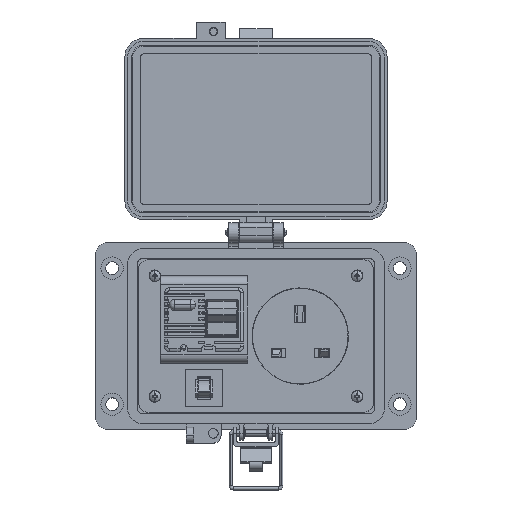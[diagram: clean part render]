
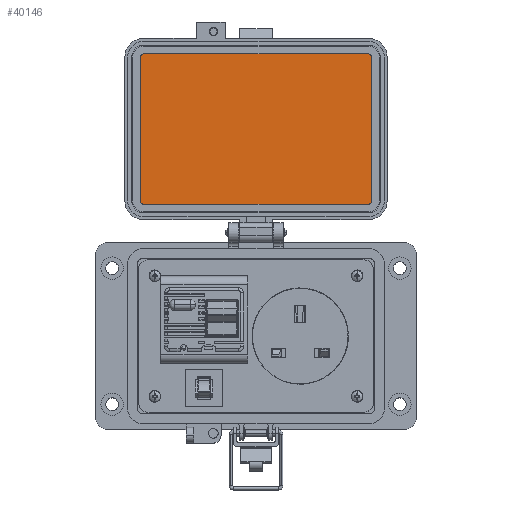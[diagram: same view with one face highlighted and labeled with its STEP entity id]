
A CAD part, top view. The second image highlights one B-rep face of the part: STEP entity #40146.
In plain terms, the highlighted planar face has unit normal (0, 0, 1).
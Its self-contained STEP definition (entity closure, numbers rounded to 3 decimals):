
#1212 = VERTEX_POINT ( 'NONE', #11725 ) ;
#2188 = VECTOR ( 'NONE', #19362, 1000. ) ;
#2629 = DIRECTION ( 'NONE',  ( 0., -1., 0. ) ) ;
#2682 = ORIENTED_EDGE ( 'NONE', *, *, #42194, .F. ) ;
#3035 = CARTESIAN_POINT ( 'NONE',  ( -57.72, 69.55, 8.694 ) ) ;
#3222 = FACE_OUTER_BOUND ( 'NONE', #44016, .T. ) ;
#3296 = CARTESIAN_POINT ( 'NONE',  ( -59.505, 143.334, 8.694 ) ) ;
#3619 = CARTESIAN_POINT ( 'NONE',  ( -57.72, 143.334, 8.694 ) ) ;
#3629 = LINE ( 'NONE', #3296, #25642 ) ;
#3709 = EDGE_CURVE ( 'NONE', #33998, #43305, #57610, .T. ) ;
#5529 = LINE ( 'NONE', #57119, #2188 ) ;
#5627 = AXIS2_PLACEMENT_3D ( 'NONE', #3619, #56116, #61136 ) ;
#5798 = EDGE_CURVE ( 'NONE', #22915, #34996, #43528, .T. ) ;
#6271 = ORIENTED_EDGE ( 'NONE', *, *, #22358, .F. ) ;
#7395 = ORIENTED_EDGE ( 'NONE', *, *, #5798, .F. ) ;
#8234 = CARTESIAN_POINT ( 'NONE',  ( 57.717, 67.765, 8.694 ) ) ;
#9613 = AXIS2_PLACEMENT_3D ( 'NONE', #3035, #22234, #12810 ) ;
#10413 = AXIS2_PLACEMENT_3D ( 'NONE', #56061, #40673, #2629 ) ;
#11725 = CARTESIAN_POINT ( 'NONE',  ( -59.505, 143.334, 8.694 ) ) ;
#12810 = DIRECTION ( 'NONE',  ( 0., -1., 0. ) ) ;
#13966 = DIRECTION ( 'NONE',  ( 1., 0., 0. ) ) ;
#14164 = EDGE_CURVE ( 'NONE', #1212, #31009, #32738, .T. ) ;
#14746 = ORIENTED_EDGE ( 'NONE', *, *, #14164, .F. ) ;
#19362 = DIRECTION ( 'NONE',  ( 0., -1., 0. ) ) ;
#19531 = CARTESIAN_POINT ( 'NONE',  ( 57.717, 145.119, 8.694 ) ) ;
#21183 = DIRECTION ( 'NONE',  ( 0., -1., 0. ) ) ;
#22234 = DIRECTION ( 'NONE',  ( 0., 0., -1. ) ) ;
#22358 = EDGE_CURVE ( 'NONE', #34996, #29196, #33867, .T. ) ;
#22915 = VERTEX_POINT ( 'NONE', #40858 ) ;
#23297 = ORIENTED_EDGE ( 'NONE', *, *, #52073, .F. ) ;
#24730 = EDGE_CURVE ( 'NONE', #43305, #22915, #5529, .T. ) ;
#24761 = CARTESIAN_POINT ( 'NONE',  ( -57.72, 67.765, 8.694 ) ) ;
#25113 = VERTEX_POINT ( 'NONE', #57330 ) ;
#25642 = VECTOR ( 'NONE', #60212, 1000. ) ;
#25927 = CARTESIAN_POINT ( 'NONE',  ( 57.717, 143.334, 8.694 ) ) ;
#29196 = VERTEX_POINT ( 'NONE', #24761 ) ;
#29480 = EDGE_CURVE ( 'NONE', #25113, #1212, #3629, .T. ) ;
#31009 = VERTEX_POINT ( 'NONE', #49374 ) ;
#32074 = DIRECTION ( 'NONE',  ( 0., 0., -1. ) ) ;
#32738 = CIRCLE ( 'NONE', #5627, 1.785 ) ;
#33545 = DIRECTION ( 'NONE',  ( -1., 0., 0. ) ) ;
#33867 = LINE ( 'NONE', #47999, #40707 ) ;
#33998 = VERTEX_POINT ( 'NONE', #19531 ) ;
#34520 = AXIS2_PLACEMENT_3D ( 'NONE', #59745, #32074, #35518 ) ;
#34996 = VERTEX_POINT ( 'NONE', #8234 ) ;
#35445 = ORIENTED_EDGE ( 'NONE', *, *, #24730, .F. ) ;
#35518 = DIRECTION ( 'NONE',  ( 0., -1., 0. ) ) ;
#37439 = VECTOR ( 'NONE', #13966, 1000. ) ;
#37735 = CIRCLE ( 'NONE', #9613, 1.785 ) ;
#40146 = ADVANCED_FACE ( 'NONE', ( #3222 ), #41272, .T. ) ;
#40323 = ORIENTED_EDGE ( 'NONE', *, *, #3709, .F. ) ;
#40673 = DIRECTION ( 'NONE',  ( 0., 0., 1. ) ) ;
#40707 = VECTOR ( 'NONE', #33545, 1000. ) ;
#40858 = CARTESIAN_POINT ( 'NONE',  ( 59.502, 69.55, 8.694 ) ) ;
#41272 = PLANE ( 'NONE',  #10413 ) ;
#42110 = CARTESIAN_POINT ( 'NONE',  ( 59.502, 143.334, 8.694 ) ) ;
#42194 = EDGE_CURVE ( 'NONE', #29196, #25113, #37735, .T. ) ;
#42876 = LINE ( 'NONE', #62051, #37439 ) ;
#43305 = VERTEX_POINT ( 'NONE', #42110 ) ;
#43528 = CIRCLE ( 'NONE', #34520, 1.785 ) ;
#44016 = EDGE_LOOP ( 'NONE', ( #14746, #59663, #2682, #6271, #7395, #35445, #40323, #23297 ) ) ;
#45060 = DIRECTION ( 'NONE',  ( 0., 0., -1. ) ) ;
#47999 = CARTESIAN_POINT ( 'NONE',  ( -57.72, 67.765, 8.694 ) ) ;
#49374 = CARTESIAN_POINT ( 'NONE',  ( -57.72, 145.119, 8.694 ) ) ;
#52073 = EDGE_CURVE ( 'NONE', #31009, #33998, #42876, .T. ) ;
#56061 = CARTESIAN_POINT ( 'NONE',  ( -30.745, 145.119, 8.694 ) ) ;
#56116 = DIRECTION ( 'NONE',  ( 0., 0., -1. ) ) ;
#57119 = CARTESIAN_POINT ( 'NONE',  ( 59.502, 69.55, 8.694 ) ) ;
#57330 = CARTESIAN_POINT ( 'NONE',  ( -59.505, 69.55, 8.694 ) ) ;
#57610 = CIRCLE ( 'NONE', #59570, 1.785 ) ;
#59570 = AXIS2_PLACEMENT_3D ( 'NONE', #25927, #45060, #21183 ) ;
#59663 = ORIENTED_EDGE ( 'NONE', *, *, #29480, .F. ) ;
#59745 = CARTESIAN_POINT ( 'NONE',  ( 57.717, 69.55, 8.694 ) ) ;
#60212 = DIRECTION ( 'NONE',  ( 0., 1., 0. ) ) ;
#61136 = DIRECTION ( 'NONE',  ( 0., -1., 0. ) ) ;
#62051 = CARTESIAN_POINT ( 'NONE',  ( 57.717, 145.119, 8.694 ) ) ;
